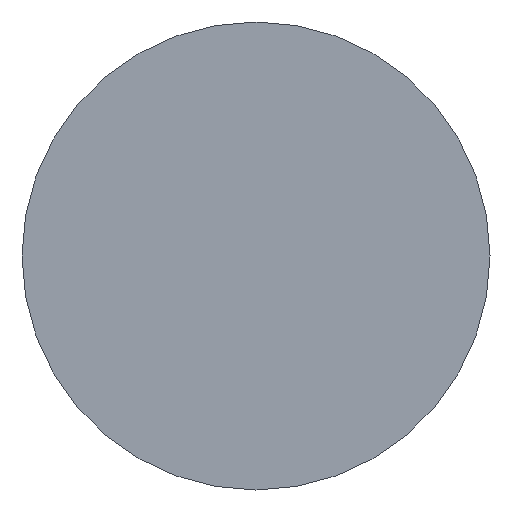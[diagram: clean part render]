
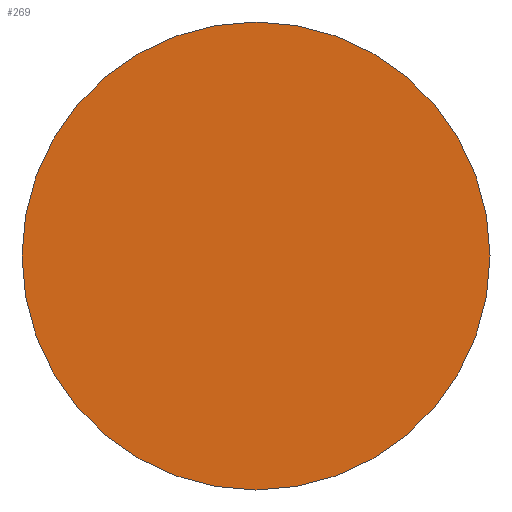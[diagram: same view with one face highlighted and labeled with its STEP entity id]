
A CAD part, left-side view. The second image highlights one B-rep face of the part: STEP entity #269.
In plain terms, the highlighted planar face has unit normal (-1, 0, 0).
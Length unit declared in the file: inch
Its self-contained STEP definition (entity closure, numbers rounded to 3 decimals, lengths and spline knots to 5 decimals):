
#23 = PLANE ( 'NONE',  #900 ) ;
#35 = EDGE_CURVE ( 'NONE', #522, #522, #1089, .T. ) ;
#127 = ORIENTED_EDGE ( 'NONE', *, *, #35, .F. ) ;
#269 = ADVANCED_FACE ( 'NONE', ( #639 ), #23, .F. ) ;
#386 = EDGE_LOOP ( 'NONE', ( #127 ) ) ;
#433 = DIRECTION ( 'NONE',  ( 1., 0., 0. ) ) ;
#518 = DIRECTION ( 'NONE',  ( 1., 0., 0. ) ) ;
#522 = VERTEX_POINT ( 'NONE', #1218 ) ;
#639 = FACE_OUTER_BOUND ( 'NONE', #386, .T. ) ;
#844 = DIRECTION ( 'NONE',  ( 0., 0., -1. ) ) ;
#900 = AXIS2_PLACEMENT_3D ( 'NONE', #1147, #433, #844 ) ;
#1030 = CARTESIAN_POINT ( 'NONE',  ( 0., 0., 0. ) ) ;
#1089 = CIRCLE ( 'NONE', #1254, 0.03675 ) ;
#1147 = CARTESIAN_POINT ( 'NONE',  ( 0., -0.03675, 0. ) ) ;
#1218 = CARTESIAN_POINT ( 'NONE',  ( 0., 0., -0.03675 ) ) ;
#1254 = AXIS2_PLACEMENT_3D ( 'NONE', #1030, #518, #1327 ) ;
#1327 = DIRECTION ( 'NONE',  ( 0., 0., -1. ) ) ;
